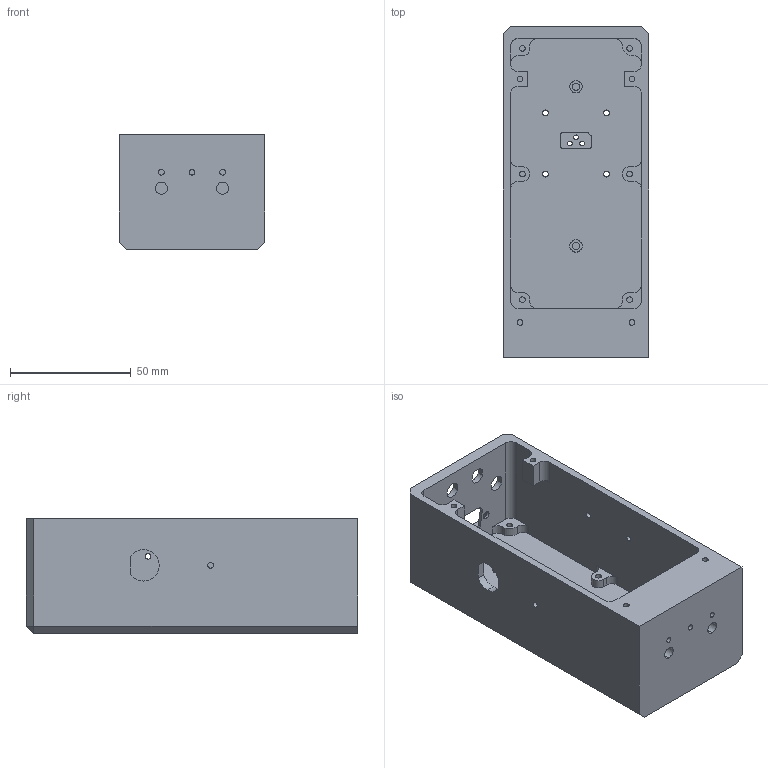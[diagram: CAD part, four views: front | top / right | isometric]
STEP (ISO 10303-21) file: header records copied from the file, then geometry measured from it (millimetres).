
FILE_DESCRIPTION (( 'STEP AP203' ), '1' );
FILE_NAME ('JGW-E1504474-v0.STEP', '2015-11-09T02:18:11', ( 'you' ), ( 'Hewlett-Packard' ), 'SwSTEP 2.0', 'SolidWorks 2013', '' );
FILE_SCHEMA (( 'CONFIG_CONTROL_DESIGN' ));
Length unit declared in the file: millimetre
Products named in the file (1): JGW-E1504474-v0
Bounding box: 60.4 x 137.3 x 47.6 mm (x, y, z)
Volume: 131761.5 mm3; surface area: 51273.1 mm2
Topology: 1 solids, 1 shells, 978 faces, 2616 edges, 1742 vertices
Faces by surface type: plane 582, bspline 200, cylinder 196
Entity records: 42073 total; most frequent: CARTESIAN_POINT 18417, ORIENTED_EDGE 5232, DIRECTION 4166, EDGE_CURVE 2616, VECTOR 1824, LINE 1824, VERTEX_POINT 1742, AXIS2_PLACEMENT_3D 1171
